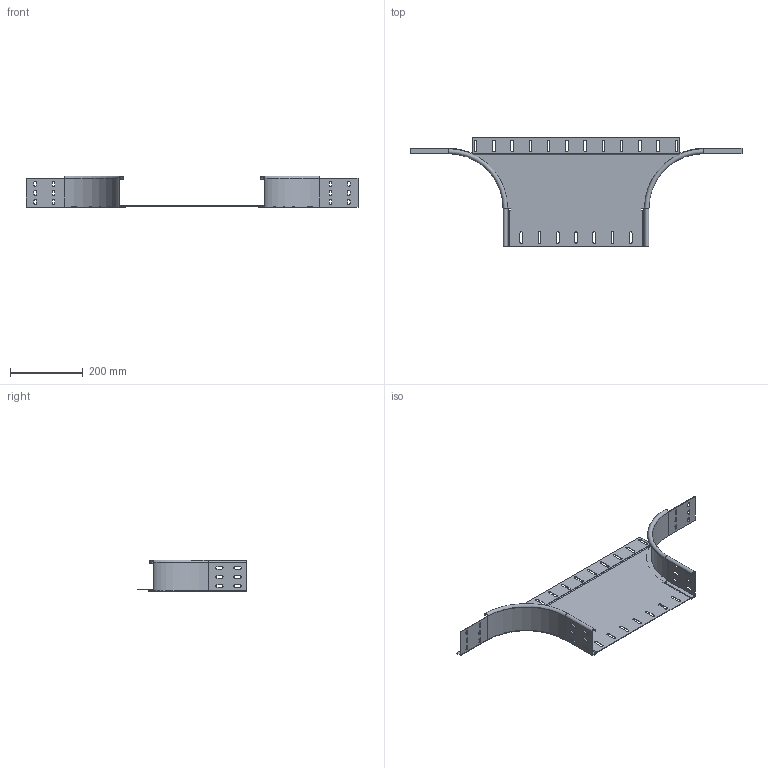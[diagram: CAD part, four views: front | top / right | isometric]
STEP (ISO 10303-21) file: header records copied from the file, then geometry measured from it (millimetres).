
FILE_DESCRIPTION (( 'STEP AP214' ), '1' );
FILE_NAME ('7002521.stp', '2018-03-21T13:50:10', ( '' ), ( '' ), 'SwSTEP 2.0', 'SolidWorks 2016', '' );
FILE_SCHEMA (( 'AUTOMOTIVE_DESIGN' ));
Length unit declared in the file: millimetre
Products named in the file (4): 7002521; KTS 06.152-014_Holmprofil; KTS 06.152-013_Holmprofil; KTS 06.129-012_Bodenblech R=150 NB=400
Assembly tree (3 placements, depth 2):
  7002521
    KTS 06.129-012_Bodenblech R=150 NB=400
    KTS 06.152-013_Holmprofil
    KTS 06.152-014_Holmprofil
Bounding box: 910 x 300 x 87 mm (x, y, z)
Volume: 316536 mm3; surface area: 462538.6 mm2
Topology: 3 solids, 3 shells, 284 faces, 818 edges, 540 vertices
Faces by surface type: plane 166, cylinder 114, torus 4
Entity records: 9652 total; most frequent: CARTESIAN_POINT 1648, ORIENTED_EDGE 1636, DIRECTION 1630, EDGE_CURVE 818, VECTOR 586, LINE 586, VERTEX_POINT 540, AXIS2_PLACEMENT_3D 522
